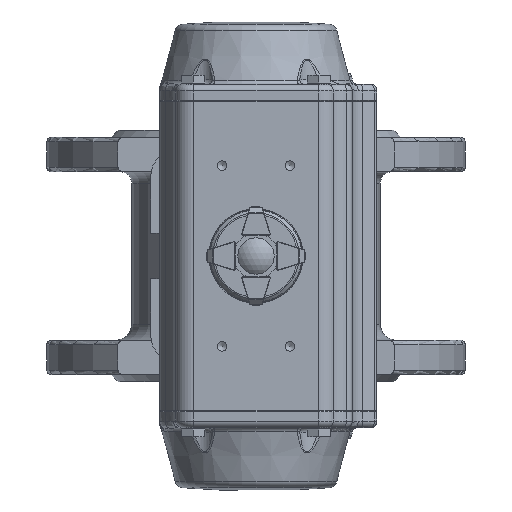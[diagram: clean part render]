
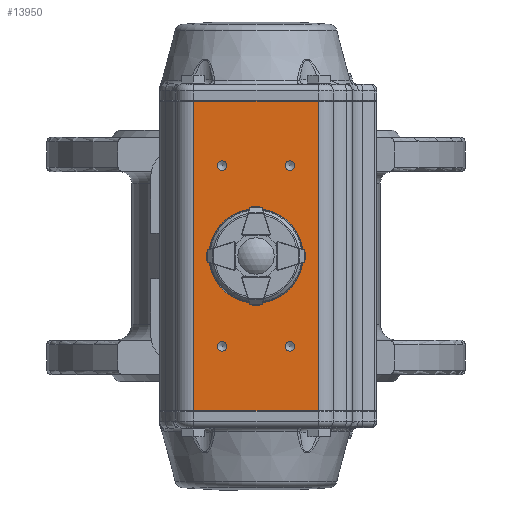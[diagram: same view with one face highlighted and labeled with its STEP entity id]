
A CAD part, front view. The second image highlights one B-rep face of the part: STEP entity #13950.
In plain terms, the highlighted face is planar.
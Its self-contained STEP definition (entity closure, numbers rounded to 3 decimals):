
#984=PLANE('',#15405);
#1541=LINE('',#33267,#2257);
#1556=LINE('',#33340,#2272);
#1571=LINE('',#33403,#2287);
#1572=LINE('',#33405,#2288);
#2257=VECTOR('',#18529,1000.);
#2272=VECTOR('',#18588,1000.);
#2287=VECTOR('',#18645,1000.);
#2288=VECTOR('',#18648,1000.);
#5441=ORIENTED_EDGE('',*,*,#7476,.F.);
#5442=ORIENTED_EDGE('',*,*,#7544,.F.);
#5443=ORIENTED_EDGE('',*,*,#7512,.T.);
#5444=ORIENTED_EDGE('',*,*,#7545,.T.);
#5445=ORIENTED_EDGE('',*,*,#7138,.T.);
#5446=ORIENTED_EDGE('',*,*,#7130,.F.);
#5447=ORIENTED_EDGE('',*,*,#7132,.F.);
#5448=ORIENTED_EDGE('',*,*,#7134,.F.);
#5449=ORIENTED_EDGE('',*,*,#7136,.F.);
#7130=EDGE_CURVE('',#8623,#8623,#9522,.T.);
#7132=EDGE_CURVE('',#8626,#8626,#9524,.T.);
#7134=EDGE_CURVE('',#8629,#8629,#9526,.T.);
#7136=EDGE_CURVE('',#8632,#8632,#9528,.T.);
#7138=EDGE_CURVE('',#8634,#8634,#9530,.T.);
#7476=EDGE_CURVE('',#8843,#8844,#1541,.T.);
#7512=EDGE_CURVE('',#8880,#8879,#1556,.T.);
#7544=EDGE_CURVE('',#8880,#8843,#1571,.T.);
#7545=EDGE_CURVE('',#8879,#8844,#1572,.T.);
#8623=VERTEX_POINT('',#30631);
#8626=VERTEX_POINT('',#30638);
#8629=VERTEX_POINT('',#30645);
#8632=VERTEX_POINT('',#30652);
#8634=VERTEX_POINT('',#30657);
#8843=VERTEX_POINT('',#33266);
#8844=VERTEX_POINT('',#33268);
#8879=VERTEX_POINT('',#33339);
#8880=VERTEX_POINT('',#33341);
#9522=CIRCLE('',#15029,2.1);
#9524=CIRCLE('',#15033,2.1);
#9526=CIRCLE('',#15037,2.1);
#9528=CIRCLE('',#15041,2.1);
#9530=CIRCLE('',#15044,15.8);
#10696=EDGE_LOOP('',(#5441,#5442,#5443,#5444));
#10697=EDGE_LOOP('',(#5445));
#10698=EDGE_LOOP('',(#5446));
#10699=EDGE_LOOP('',(#5447));
#10700=EDGE_LOOP('',(#5448));
#10701=EDGE_LOOP('',(#5449));
#11733=FACE_BOUND('',#10696,.T.);
#11734=FACE_BOUND('',#10697,.T.);
#11735=FACE_BOUND('',#10698,.T.);
#11736=FACE_BOUND('',#10699,.T.);
#11737=FACE_BOUND('',#10700,.T.);
#11738=FACE_BOUND('',#10701,.T.);
#13950=ADVANCED_FACE('',(#11733,#11734,#11735,#11736,#11737,#11738),#984,
 .T.);
#15029=AXIS2_PLACEMENT_3D('',#30630,#17823,#17824);
#15033=AXIS2_PLACEMENT_3D('',#30637,#17831,#17832);
#15037=AXIS2_PLACEMENT_3D('',#30644,#17839,#17840);
#15041=AXIS2_PLACEMENT_3D('',#30651,#17847,#17848);
#15044=AXIS2_PLACEMENT_3D('',#30656,#17853,#17854);
#15405=AXIS2_PLACEMENT_3D('',#33539,#18786,#18787);
#17823=DIRECTION('',(0.,1.,0.));
#17824=DIRECTION('',(0.,0.,1.));
#17831=DIRECTION('',(0.,1.,0.));
#17832=DIRECTION('',(0.,0.,1.));
#17839=DIRECTION('',(0.,1.,0.));
#17840=DIRECTION('',(0.,0.,1.));
#17847=DIRECTION('',(0.,1.,0.));
#17848=DIRECTION('',(0.,0.,1.));
#17853=DIRECTION('',(0.,-1.,0.));
#17854=DIRECTION('',(-1.,0.,0.));
#18529=DIRECTION('',(1.,0.,0.));
#18588=DIRECTION('',(1.,0.,0.));
#18645=DIRECTION('',(0.,0.,-1.));
#18648=DIRECTION('',(0.,0.,-1.));
#18786=DIRECTION('',(0.,1.,0.));
#18787=DIRECTION('',(1.,0.,0.));
#30630=CARTESIAN_POINT('',(15.,51.,40.));
#30631=CARTESIAN_POINT('',(15.,51.,42.1));
#30637=CARTESIAN_POINT('',(-15.,51.,40.));
#30638=CARTESIAN_POINT('',(-15.,51.,42.1));
#30644=CARTESIAN_POINT('',(15.,51.,-40.));
#30645=CARTESIAN_POINT('',(15.,51.,-37.9));
#30651=CARTESIAN_POINT('',(-15.,51.,-40.));
#30652=CARTESIAN_POINT('',(-15.,51.,-37.9));
#30656=CARTESIAN_POINT('',(0.,51.,0.));
#30657=CARTESIAN_POINT('',(-15.8,51.,0.));
#33266=CARTESIAN_POINT('',(-27.474,51.,-68.5));
#33267=CARTESIAN_POINT('',(-27.474,51.,-68.5));
#33268=CARTESIAN_POINT('',(27.474,51.,-68.5));
#33339=CARTESIAN_POINT('',(27.474,51.,68.5));
#33340=CARTESIAN_POINT('',(-27.474,51.,68.5));
#33341=CARTESIAN_POINT('',(-27.474,51.,68.5));
#33403=CARTESIAN_POINT('',(-27.474,51.,68.5));
#33405=CARTESIAN_POINT('',(27.474,51.,68.5));
#33539=CARTESIAN_POINT('',(-27.474,51.,68.5));
